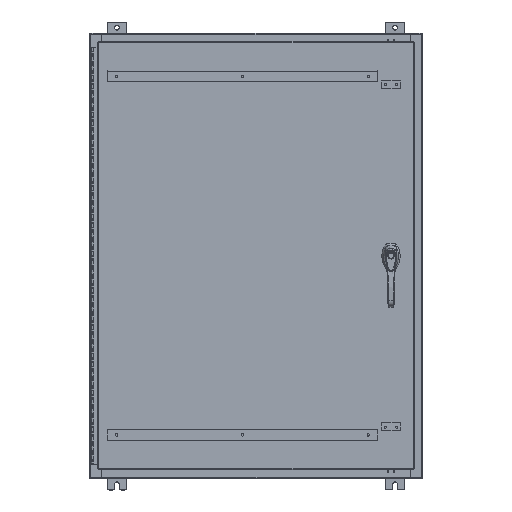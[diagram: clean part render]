
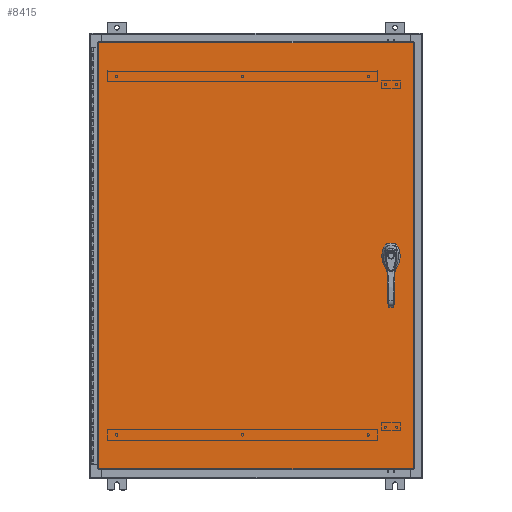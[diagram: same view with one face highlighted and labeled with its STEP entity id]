
A CAD part, top view. The second image highlights one B-rep face of the part: STEP entity #8415.
In plain terms, the highlighted planar face has unit normal (0, 0, 1).
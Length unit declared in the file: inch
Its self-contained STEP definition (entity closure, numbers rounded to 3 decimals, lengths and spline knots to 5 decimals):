
#82 = DIRECTION ( 'NONE',  ( 0., 1., 0. ) ) ;
#212 = LINE ( 'NONE', #107079, #24175 ) ;
#984 = CARTESIAN_POINT ( 'NONE',  ( 14.7495, -1.338, 0. ) ) ;
#1057 = VECTOR ( 'NONE', #4603, 39.37008 ) ;
#1778 = AXIS2_PLACEMENT_3D ( 'NONE', #80677, #19256, #90974 ) ;
#3282 = DIRECTION ( 'NONE',  ( 0., 0., 1. ) ) ;
#3999 = DIRECTION ( 'NONE',  ( 1., 0., 0. ) ) ;
#4546 = DIRECTION ( 'NONE',  ( -1., 0., 0. ) ) ;
#4603 = DIRECTION ( 'NONE',  ( 1., 0., 0. ) ) ;
#4846 = DIRECTION ( 'NONE',  ( 0., 0., 1. ) ) ;
#6222 = EDGE_CURVE ( 'NONE', #83363, #99860, #84089, .T. ) ;
#6550 = LINE ( 'NONE', #118896, #57785 ) ;
#8415 = ADVANCED_FACE ( 'NONE', ( #130285, #45259, #14766 ), #27551, .F. ) ;
#10081 = EDGE_LOOP ( 'NONE', ( #65394, #21504, #54151, #27168, #60294, #78680, #39953, #15597 ) ) ;
#14766 = FACE_BOUND ( 'NONE', #10081, .T. ) ;
#15191 = DIRECTION ( 'NONE',  ( 0., -1., 0. ) ) ;
#15597 = ORIENTED_EDGE ( 'NONE', *, *, #6222, .F. ) ;
#16629 = CIRCLE ( 'NONE', #47075, 0.45 ) ;
#17148 = EDGE_LOOP ( 'NONE', ( #35965, #117631, #55574, #65351 ) ) ;
#19256 = DIRECTION ( 'NONE',  ( 0., 0., 1. ) ) ;
#19656 = VERTEX_POINT ( 'NONE', #67956 ) ;
#21504 = ORIENTED_EDGE ( 'NONE', *, *, #65183, .F. ) ;
#23129 = CARTESIAN_POINT ( 'NONE',  ( 14.981, 0.20023, 0. ) ) ;
#24175 = VECTOR ( 'NONE', #15191, 39.37008 ) ;
#25335 = EDGE_CURVE ( 'NONE', #31233, #72040, #112272, .T. ) ;
#27168 = ORIENTED_EDGE ( 'NONE', *, *, #123463, .F. ) ;
#27361 = DIRECTION ( 'NONE',  ( 0., -1., 0. ) ) ;
#27433 = CIRCLE ( 'NONE', #1778, 0.45 ) ;
#27551 = PLANE ( 'NONE',  #68273 ) ;
#28065 = VERTEX_POINT ( 'NONE', #29230 ) ;
#28207 = CARTESIAN_POINT ( 'NONE',  ( 14.37777, -0.403, 0. ) ) ;
#28246 = LINE ( 'NONE', #75843, #1057 ) ;
#29230 = CARTESIAN_POINT ( 'NONE',  ( -16.9903, -23.0063, 0. ) ) ;
#31233 = VERTEX_POINT ( 'NONE', #128437 ) ;
#32004 = VECTOR ( 'NONE', #53490, 39.37008 ) ;
#34794 = VERTEX_POINT ( 'NONE', #107190 ) ;
#35524 = CARTESIAN_POINT ( 'NONE',  ( 14.578, 0., 0. ) ) ;
#35965 = ORIENTED_EDGE ( 'NONE', *, *, #56304, .T. ) ;
#36553 = EDGE_CURVE ( 'NONE', #121797, #116946, #28246, .T. ) ;
#37079 = LINE ( 'NONE', #78910, #122138 ) ;
#38169 = CIRCLE ( 'NONE', #53713, 0.45 ) ;
#39769 = VERTEX_POINT ( 'NONE', #74395 ) ;
#39953 = ORIENTED_EDGE ( 'NONE', *, *, #55371, .F. ) ;
#42202 = CARTESIAN_POINT ( 'NONE',  ( 14.77823, 0.403, 0. ) ) ;
#45259 = FACE_OUTER_BOUND ( 'NONE', #17148, .T. ) ;
#45870 = DIRECTION ( 'NONE',  ( 1., 0., 0. ) ) ;
#47075 = AXIS2_PLACEMENT_3D ( 'NONE', #117172, #55709, #127497 ) ;
#48620 = DIRECTION ( 'NONE',  ( 0., 0., -1. ) ) ;
#50698 = EDGE_CURVE ( 'NONE', #108227, #102939, #100630, .T. ) ;
#52871 = CARTESIAN_POINT ( 'NONE',  ( 14.4065, -1.338, 0. ) ) ;
#53490 = DIRECTION ( 'NONE',  ( 1., 0., 0. ) ) ;
#53713 = AXIS2_PLACEMENT_3D ( 'NONE', #126791, #65354, #3999 ) ;
#54151 = ORIENTED_EDGE ( 'NONE', *, *, #36553, .F. ) ;
#54444 = VECTOR ( 'NONE', #82, 39.37008 ) ;
#55371 = EDGE_CURVE ( 'NONE', #99860, #39769, #64065, .T. ) ;
#55574 = ORIENTED_EDGE ( 'NONE', *, *, #100516, .T. ) ;
#55709 = DIRECTION ( 'NONE',  ( 0., 0., 1. ) ) ;
#56050 = AXIS2_PLACEMENT_3D ( 'NONE', #35524, #107277, #45870 ) ;
#56304 = EDGE_CURVE ( 'NONE', #28065, #31233, #113878, .T. ) ;
#57785 = VECTOR ( 'NONE', #129227, 39.37008 ) ;
#59116 = EDGE_LOOP ( 'NONE', ( #120032, #106883 ) ) ;
#60294 = ORIENTED_EDGE ( 'NONE', *, *, #86080, .F. ) ;
#64065 = LINE ( 'NONE', #65451, #88111 ) ;
#64660 = CARTESIAN_POINT ( 'NONE',  ( 14.578, -1.338, 0. ) ) ;
#65030 = EDGE_CURVE ( 'NONE', #34794, #28065, #37079, .T. ) ;
#65183 = EDGE_CURVE ( 'NONE', #116946, #89698, #27433, .T. ) ;
#65351 = ORIENTED_EDGE ( 'NONE', *, *, #65030, .T. ) ;
#65354 = DIRECTION ( 'NONE',  ( 0., 0., 1. ) ) ;
#65394 = ORIENTED_EDGE ( 'NONE', *, *, #102532, .T. ) ;
#65451 = CARTESIAN_POINT ( 'NONE',  ( 0., 0.403, 0. ) ) ;
#66144 = VECTOR ( 'NONE', #93977, 39.37008 ) ;
#66184 = CARTESIAN_POINT ( 'NONE',  ( 14.578, -1.338, 0. ) ) ;
#67956 = CARTESIAN_POINT ( 'NONE',  ( 14.175, 0.20023, 0. ) ) ;
#68273 = AXIS2_PLACEMENT_3D ( 'NONE', #110053, #48620, #120353 ) ;
#69947 = VERTEX_POINT ( 'NONE', #126608 ) ;
#72040 = VERTEX_POINT ( 'NONE', #107590 ) ;
#73853 = CARTESIAN_POINT ( 'NONE',  ( 16.9903, 23.0063, 0. ) ) ;
#74395 = CARTESIAN_POINT ( 'NONE',  ( 14.37777, 0.403, 0. ) ) ;
#74975 = DIRECTION ( 'NONE',  ( 1., 0., 0. ) ) ;
#75843 = CARTESIAN_POINT ( 'NONE',  ( 0., -0.403, 0. ) ) ;
#76531 = DIRECTION ( 'NONE',  ( 1., 0., 0. ) ) ;
#78680 = ORIENTED_EDGE ( 'NONE', *, *, #120246, .F. ) ;
#78910 = CARTESIAN_POINT ( 'NONE',  ( -16.9903, 23.0063, 0. ) ) ;
#79611 = AXIS2_PLACEMENT_3D ( 'NONE', #64660, #3282, #74975 ) ;
#80677 = CARTESIAN_POINT ( 'NONE',  ( 14.578, 0., 0. ) ) ;
#83363 = VERTEX_POINT ( 'NONE', #23129 ) ;
#84089 = CIRCLE ( 'NONE', #56050, 0.45 ) ;
#86080 = EDGE_CURVE ( 'NONE', #19656, #69947, #212, .T. ) ;
#88111 = VECTOR ( 'NONE', #4546, 39.37008 ) ;
#89698 = VERTEX_POINT ( 'NONE', #110905 ) ;
#90974 = DIRECTION ( 'NONE',  ( 1., 0., 0. ) ) ;
#93977 = DIRECTION ( 'NONE',  ( -1., 0., 0. ) ) ;
#95389 = CIRCLE ( 'NONE', #79611, 0.1715 ) ;
#99860 = VERTEX_POINT ( 'NONE', #42202 ) ;
#100516 = EDGE_CURVE ( 'NONE', #72040, #34794, #123945, .T. ) ;
#100630 = CIRCLE ( 'NONE', #110722, 0.1715 ) ;
#102532 = EDGE_CURVE ( 'NONE', #83363, #89698, #6550, .T. ) ;
#102939 = VERTEX_POINT ( 'NONE', #984 ) ;
#104636 = CARTESIAN_POINT ( 'NONE',  ( -16.9903, -23.0063, 0. ) ) ;
#106883 = ORIENTED_EDGE ( 'NONE', *, *, #50698, .F. ) ;
#107079 = CARTESIAN_POINT ( 'NONE',  ( 14.175, 0., 0. ) ) ;
#107190 = CARTESIAN_POINT ( 'NONE',  ( -16.9903, 23.0063, 0. ) ) ;
#107277 = DIRECTION ( 'NONE',  ( 0., 0., 1. ) ) ;
#107590 = CARTESIAN_POINT ( 'NONE',  ( 16.9903, 23.0063, 0. ) ) ;
#108227 = VERTEX_POINT ( 'NONE', #52871 ) ;
#109331 = EDGE_CURVE ( 'NONE', #102939, #108227, #95389, .T. ) ;
#110053 = CARTESIAN_POINT ( 'NONE',  ( 0., 0., 0. ) ) ;
#110722 = AXIS2_PLACEMENT_3D ( 'NONE', #66184, #4846, #76531 ) ;
#110905 = CARTESIAN_POINT ( 'NONE',  ( 14.981, -0.20023, 0. ) ) ;
#112080 = CARTESIAN_POINT ( 'NONE',  ( 14.77823, -0.403, 0. ) ) ;
#112272 = LINE ( 'NONE', #112567, #54444 ) ;
#112567 = CARTESIAN_POINT ( 'NONE',  ( 16.9903, -23.0063, 0. ) ) ;
#113878 = LINE ( 'NONE', #104636, #32004 ) ;
#116946 = VERTEX_POINT ( 'NONE', #112080 ) ;
#117172 = CARTESIAN_POINT ( 'NONE',  ( 14.578, 0., 0. ) ) ;
#117631 = ORIENTED_EDGE ( 'NONE', *, *, #25335, .T. ) ;
#118896 = CARTESIAN_POINT ( 'NONE',  ( 14.981, 0., 0. ) ) ;
#120032 = ORIENTED_EDGE ( 'NONE', *, *, #109331, .F. ) ;
#120246 = EDGE_CURVE ( 'NONE', #39769, #19656, #38169, .T. ) ;
#120353 = DIRECTION ( 'NONE',  ( -1., 0., 0. ) ) ;
#121797 = VERTEX_POINT ( 'NONE', #28207 ) ;
#122138 = VECTOR ( 'NONE', #27361, 39.37008 ) ;
#123463 = EDGE_CURVE ( 'NONE', #69947, #121797, #16629, .T. ) ;
#123945 = LINE ( 'NONE', #73853, #66144 ) ;
#126608 = CARTESIAN_POINT ( 'NONE',  ( 14.175, -0.20023, 0. ) ) ;
#126791 = CARTESIAN_POINT ( 'NONE',  ( 14.578, 0., 0. ) ) ;
#127497 = DIRECTION ( 'NONE',  ( 1., 0., 0. ) ) ;
#128437 = CARTESIAN_POINT ( 'NONE',  ( 16.9903, -23.0063, 0. ) ) ;
#129227 = DIRECTION ( 'NONE',  ( 0., -1., 0. ) ) ;
#130285 = FACE_BOUND ( 'NONE', #59116, .T. ) ;
